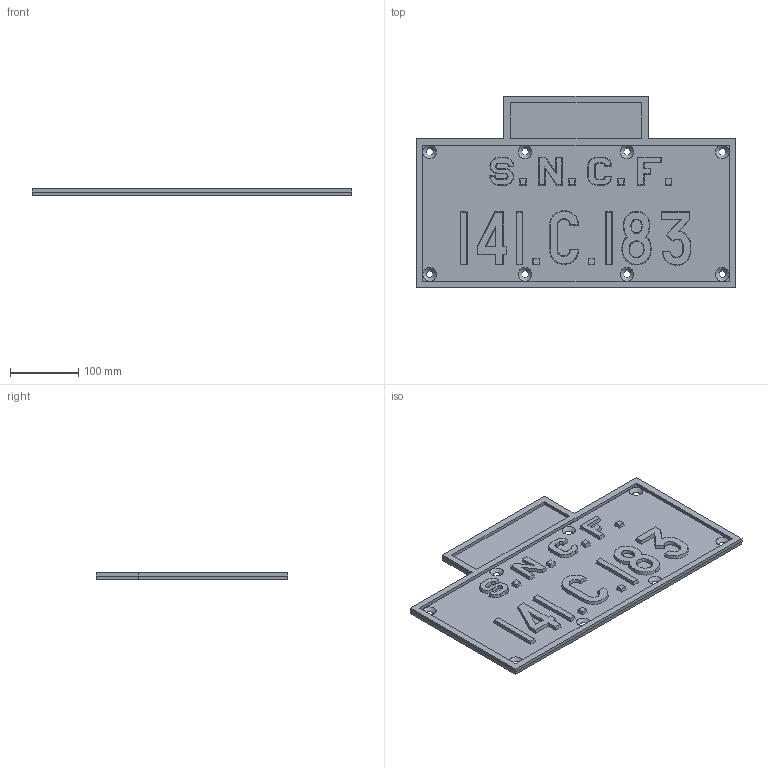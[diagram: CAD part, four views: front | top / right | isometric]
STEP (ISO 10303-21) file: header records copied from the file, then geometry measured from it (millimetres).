
FILE_DESCRIPTION(/* description */ (''),/* implementation_level */ '2;1');
FILE_NAME(/* name */ 'Plaque SNCF v5.step',/* time_stamp */ '2021-01-27T15:49:33+01:00',/* author */ (''),/* organization */ (''),/* preprocessor_version */ 'ST-DEVELOPER v18.1',/* originating_system */ 'Autodesk Translation Framework v9.7.1.1290',/* authorisation */ '');
FILE_SCHEMA (('AUTOMOTIVE_DESIGN { 1 0 10303 214 3 1 1 }'));
Length unit declared in the file: millimetre
Products named in the file (1): Plaque SNCF
Bounding box: 470 x 282 x 10 mm (x, y, z)
Volume: 718039.4 mm3; surface area: 284833 mm2
Topology: 3 solids, 3 shells, 210 faces, 546 edges, 354 vertices
Faces by surface type: plane 170, cone 34, bspline 6
Entity records: 7474 total; most frequent: CARTESIAN_POINT 2281, ORIENTED_EDGE 1092, DIRECTION 992, EDGE_CURVE 546, LINE 426, VECTOR 426, VERTEX_POINT 354, AXIS2_PLACEMENT_3D 283
